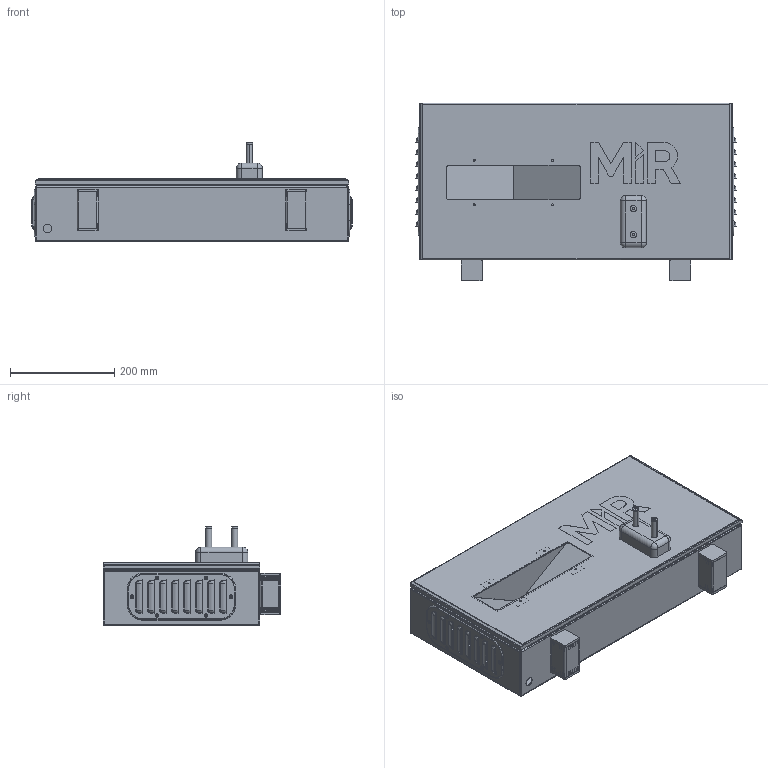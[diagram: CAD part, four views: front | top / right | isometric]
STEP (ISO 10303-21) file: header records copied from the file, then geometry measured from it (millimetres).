
FILE_DESCRIPTION (( 'STEP AP214' ), '1' );
FILE_NAME ('2308-001-00.STEP', '2017-05-16T12:56:51', ( '' ), ( '' ), 'SwSTEP 2.0', 'SolidWorks 2014', '' );
FILE_SCHEMA (( 'AUTOMOTIVE_DESIGN' ));
Length unit declared in the file: millimetre
Products named in the file (29): 2308-101-00; Microswitch-skitse samling; 2301-101-05; 2301-105-02; Mirror2304-102-01; M4 møtrik; Microswitch skitse; Micriswitch arm skitse; 2304- svejsninger; 2301-001-08; GN_991_V40; 2304-001-01; Outlet_grille_NSYCAG180X62M; 2304-100-00; MirrorMirror2304-102-01; 2200510010; 2301-103-02; 2301-107-01; 2301-002-00; 2306-101-01; 2301-100-02; 2306-100-00; 2308-001-00; MIR logo; 2301-106-03; 2304-101-01; c06000491750m-sodemann; 2304-102-01; MC4x30
Assembly tree (40 placements, depth 4):
  2308-001-00
    2306-100-00
    2308-101-00
    Outlet_grille_NSYCAG180X62M  x2
      2200510010
    2306-101-01  x2
    2304-001-01
      2304-100-00
      2304-101-01  x2
      2304-102-01
      2304- svejsninger  x2
      Mirror2304-102-01  x2
      MirrorMirror2304-102-01
    GN_991_V40  x4
    MIR logo
    2301-001-08
      2301-100-02
      2301-103-02
      2301-105-02
      Microswitch-skitse samling
        Microswitch skitse
        Micriswitch arm skitse
      c06000491750m-sodemann  x2
      2301-002-00  x2
        2301-101-05
        2301-106-03
      2301-107-01
      MC4x30  x2
      M4 møtrik  x2
Bounding box: 613.4 x 340 x 189.5 mm (x, y, z)
Volume: 1171935.5 mm3; surface area: 1455682.5 mm2
Topology: 46 solids, 48 shells, 2391 faces, 6233 edges, 3965 vertices
Faces by surface type: plane 1683, cylinder 436, bspline 230, cone 38, sphere 4
Entity records: 62212 total; most frequent: CARTESIAN_POINT 27057, ORIENTED_EDGE 7158, DIRECTION 6413, EDGE_CURVE 3583, VERTEX_POINT 2285, AXIS2_PLACEMENT_3D 2178, VECTOR 2057, LINE 2057
